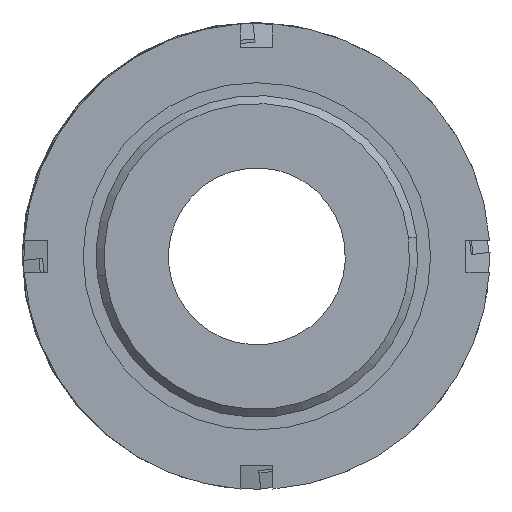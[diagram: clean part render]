
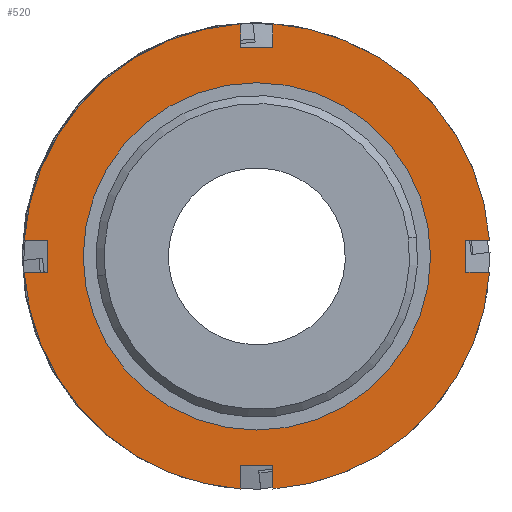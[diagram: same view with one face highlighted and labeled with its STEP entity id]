
A CAD part, front view. The second image highlights one B-rep face of the part: STEP entity #520.
In plain terms, the highlighted planar face has unit normal (0, -1, 0).
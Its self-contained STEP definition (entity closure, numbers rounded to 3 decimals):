
#1 = DIRECTION ( 'NONE',  ( 0., 0., -1. ) ) ;
#34 = VERTEX_POINT ( 'NONE', #2069 ) ;
#45 = EDGE_CURVE ( 'NONE', #103, #2873, #2510, .T. ) ;
#78 = CARTESIAN_POINT ( 'NONE',  ( 0., -47., -21.6 ) ) ;
#103 = VERTEX_POINT ( 'NONE', #2832 ) ;
#117 = VERTEX_POINT ( 'NONE', #125 ) ;
#118 = CARTESIAN_POINT ( 'NONE',  ( 26., -47., 2. ) ) ;
#120 = ORIENTED_EDGE ( 'NONE', *, *, #2379, .F. ) ;
#125 = CARTESIAN_POINT ( 'NONE',  ( 28.931, -47., -2. ) ) ;
#134 = VECTOR ( 'NONE', #772, 1000. ) ;
#146 = LINE ( 'NONE', #2676, #2729 ) ;
#181 = EDGE_CURVE ( 'NONE', #760, #1241, #1304, .T. ) ;
#210 = CIRCLE ( 'NONE', #1919, 29. ) ;
#217 = LINE ( 'NONE', #506, #1781 ) ;
#252 = LINE ( 'NONE', #1758, #134 ) ;
#297 = CARTESIAN_POINT ( 'NONE',  ( -26., -47., -2. ) ) ;
#321 = VERTEX_POINT ( 'NONE', #297 ) ;
#324 = DIRECTION ( 'NONE',  ( 0., 0., 1. ) ) ;
#370 = ORIENTED_EDGE ( 'NONE', *, *, #1989, .T. ) ;
#409 = VERTEX_POINT ( 'NONE', #2617 ) ;
#448 = ORIENTED_EDGE ( 'NONE', *, *, #2248, .F. ) ;
#455 = CARTESIAN_POINT ( 'NONE',  ( 26., -47., -2. ) ) ;
#479 = LINE ( 'NONE', #970, #2279 ) ;
#506 = CARTESIAN_POINT ( 'NONE',  ( 21.6, -47., 2. ) ) ;
#507 = EDGE_CURVE ( 'NONE', #2972, #3201, #2429, .T. ) ;
#520 = ADVANCED_FACE ( 'NONE', ( #749, #1771 ), #1078, .F. ) ;
#536 = CARTESIAN_POINT ( 'NONE',  ( -26., -47., 2. ) ) ;
#571 = CARTESIAN_POINT ( 'NONE',  ( 0., -47., 0. ) ) ;
#595 = CIRCLE ( 'NONE', #2406, 29. ) ;
#629 = EDGE_LOOP ( 'NONE', ( #120, #1038, #370, #1924, #3196, #3046, #709, #954, #448, #911, #1890, #1509, #2377, #2208, #1233, #3193 ) ) ;
#669 = DIRECTION ( 'NONE',  ( 0., 1., 0. ) ) ;
#709 = ORIENTED_EDGE ( 'NONE', *, *, #2313, .T. ) ;
#719 = VERTEX_POINT ( 'NONE', #536 ) ;
#724 = EDGE_CURVE ( 'NONE', #2931, #2598, #2112, .T. ) ;
#746 = CARTESIAN_POINT ( 'NONE',  ( 0., -47., -26. ) ) ;
#749 = FACE_BOUND ( 'NONE', #2203, .T. ) ;
#760 = VERTEX_POINT ( 'NONE', #78 ) ;
#770 = VERTEX_POINT ( 'NONE', #1827 ) ;
#772 = DIRECTION ( 'NONE',  ( 0., 0., 1. ) ) ;
#833 = DIRECTION ( 'NONE',  ( 0., 0., 1. ) ) ;
#857 = CARTESIAN_POINT ( 'NONE',  ( 28.931, -47., 2. ) ) ;
#859 = EDGE_CURVE ( 'NONE', #719, #321, #1918, .T. ) ;
#874 = EDGE_CURVE ( 'NONE', #2931, #1730, #595, .T. ) ;
#911 = ORIENTED_EDGE ( 'NONE', *, *, #874, .F. ) ;
#942 = LINE ( 'NONE', #2221, #1688 ) ;
#954 = ORIENTED_EDGE ( 'NONE', *, *, #507, .T. ) ;
#967 = ORIENTED_EDGE ( 'NONE', *, *, #181, .T. ) ;
#970 = CARTESIAN_POINT ( 'NONE',  ( 21.6, -47., -2. ) ) ;
#995 = VECTOR ( 'NONE', #3183, 1000. ) ;
#1021 = DIRECTION ( 'NONE',  ( 0., 0., 1. ) ) ;
#1038 = ORIENTED_EDGE ( 'NONE', *, *, #1812, .F. ) ;
#1049 = DIRECTION ( 'NONE',  ( 0., 1., 0. ) ) ;
#1068 = DIRECTION ( 'NONE',  ( 0., 1., 0. ) ) ;
#1078 = PLANE ( 'NONE',  #2749 ) ;
#1120 = CARTESIAN_POINT ( 'NONE',  ( 2., -47., -26. ) ) ;
#1214 = CARTESIAN_POINT ( 'NONE',  ( -26., -47., 0. ) ) ;
#1233 = ORIENTED_EDGE ( 'NONE', *, *, #1439, .T. ) ;
#1235 = DIRECTION ( 'NONE',  ( 0., 0., 1. ) ) ;
#1241 = VERTEX_POINT ( 'NONE', #1886 ) ;
#1285 = CARTESIAN_POINT ( 'NONE',  ( 2., -47., 0. ) ) ;
#1299 = ORIENTED_EDGE ( 'NONE', *, *, #2087, .T. ) ;
#1304 = CIRCLE ( 'NONE', #1379, 21.6 ) ;
#1309 = CIRCLE ( 'NONE', #1782, 21.6 ) ;
#1376 = DIRECTION ( 'NONE',  ( 0., 1., 0. ) ) ;
#1379 = AXIS2_PLACEMENT_3D ( 'NONE', #1966, #3203, #1235 ) ;
#1390 = CIRCLE ( 'NONE', #1914, 29. ) ;
#1406 = CARTESIAN_POINT ( 'NONE',  ( -2., -47., -26. ) ) ;
#1439 = EDGE_CURVE ( 'NONE', #770, #719, #217, .T. ) ;
#1440 = CARTESIAN_POINT ( 'NONE',  ( 0., -47., 0. ) ) ;
#1469 = VECTOR ( 'NONE', #2975, 1000. ) ;
#1488 = EDGE_CURVE ( 'NONE', #2196, #2873, #3123, .T. ) ;
#1509 = ORIENTED_EDGE ( 'NONE', *, *, #1856, .T. ) ;
#1528 = CARTESIAN_POINT ( 'NONE',  ( 0., -47., 0. ) ) ;
#1534 = DIRECTION ( 'NONE',  ( 1., 0., 0. ) ) ;
#1561 = AXIS2_PLACEMENT_3D ( 'NONE', #2746, #669, #1980 ) ;
#1648 = EDGE_CURVE ( 'NONE', #117, #103, #1390, .T. ) ;
#1680 = CARTESIAN_POINT ( 'NONE',  ( 21.6, -47., 2. ) ) ;
#1688 = VECTOR ( 'NONE', #1, 1000. ) ;
#1704 = VECTOR ( 'NONE', #1534, 1000. ) ;
#1730 = VERTEX_POINT ( 'NONE', #857 ) ;
#1758 = CARTESIAN_POINT ( 'NONE',  ( -2., -47., 0. ) ) ;
#1768 = DIRECTION ( 'NONE',  ( 1., 0., 0. ) ) ;
#1771 = FACE_OUTER_BOUND ( 'NONE', #629, .T. ) ;
#1781 = VECTOR ( 'NONE', #1768, 1000. ) ;
#1782 = AXIS2_PLACEMENT_3D ( 'NONE', #1871, #1376, #2869 ) ;
#1812 = EDGE_CURVE ( 'NONE', #409, #3116, #2563, .T. ) ;
#1827 = CARTESIAN_POINT ( 'NONE',  ( -28.931, -47., 2. ) ) ;
#1856 = EDGE_CURVE ( 'NONE', #2598, #2776, #146, .T. ) ;
#1871 = CARTESIAN_POINT ( 'NONE',  ( 0., -47., 0. ) ) ;
#1880 = VECTOR ( 'NONE', #3231, 1000. ) ;
#1886 = CARTESIAN_POINT ( 'NONE',  ( 0., -47., 21.6 ) ) ;
#1890 = ORIENTED_EDGE ( 'NONE', *, *, #724, .T. ) ;
#1914 = AXIS2_PLACEMENT_3D ( 'NONE', #571, #1068, #324 ) ;
#1918 = LINE ( 'NONE', #1214, #1880 ) ;
#1919 = AXIS2_PLACEMENT_3D ( 'NONE', #1528, #1049, #1021 ) ;
#1924 = ORIENTED_EDGE ( 'NONE', *, *, #1488, .T. ) ;
#1925 = LINE ( 'NONE', #2907, #1469 ) ;
#1957 = DIRECTION ( 'NONE',  ( 0., 0., 1. ) ) ;
#1965 = DIRECTION ( 'NONE',  ( -1., 0., 0. ) ) ;
#1966 = CARTESIAN_POINT ( 'NONE',  ( 0., -47., 0. ) ) ;
#1980 = DIRECTION ( 'NONE',  ( 0., 0., 1. ) ) ;
#1989 = EDGE_CURVE ( 'NONE', #409, #2196, #252, .T. ) ;
#2032 = CARTESIAN_POINT ( 'NONE',  ( 26., -47., 0. ) ) ;
#2040 = VECTOR ( 'NONE', #2818, 1000. ) ;
#2056 = DIRECTION ( 'NONE',  ( 0., 0., 1. ) ) ;
#2069 = CARTESIAN_POINT ( 'NONE',  ( -2., -47., 28.931 ) ) ;
#2087 = EDGE_CURVE ( 'NONE', #1241, #760, #1309, .T. ) ;
#2112 = LINE ( 'NONE', #1285, #2757 ) ;
#2181 = DIRECTION ( 'NONE',  ( 0., 1., 0. ) ) ;
#2196 = VERTEX_POINT ( 'NONE', #1406 ) ;
#2203 = EDGE_LOOP ( 'NONE', ( #1299, #967 ) ) ;
#2208 = ORIENTED_EDGE ( 'NONE', *, *, #2498, .F. ) ;
#2221 = CARTESIAN_POINT ( 'NONE',  ( -2., -47., 0. ) ) ;
#2248 = EDGE_CURVE ( 'NONE', #1730, #3201, #2720, .T. ) ;
#2279 = VECTOR ( 'NONE', #2466, 1000. ) ;
#2281 = DIRECTION ( 'NONE',  ( 0., 0., -1. ) ) ;
#2313 = EDGE_CURVE ( 'NONE', #117, #2972, #1925, .T. ) ;
#2330 = DIRECTION ( 'NONE',  ( 0., 1., 0. ) ) ;
#2354 = VECTOR ( 'NONE', #2056, 1000. ) ;
#2377 = ORIENTED_EDGE ( 'NONE', *, *, #3060, .F. ) ;
#2379 = EDGE_CURVE ( 'NONE', #3116, #321, #479, .T. ) ;
#2406 = AXIS2_PLACEMENT_3D ( 'NONE', #1440, #2181, #1957 ) ;
#2429 = LINE ( 'NONE', #2032, #2040 ) ;
#2466 = DIRECTION ( 'NONE',  ( 1., 0., 0. ) ) ;
#2498 = EDGE_CURVE ( 'NONE', #770, #34, #210, .T. ) ;
#2510 = LINE ( 'NONE', #3062, #2354 ) ;
#2563 = CIRCLE ( 'NONE', #1561, 29. ) ;
#2591 = CARTESIAN_POINT ( 'NONE',  ( 21.6, -47., 0. ) ) ;
#2598 = VERTEX_POINT ( 'NONE', #2859 ) ;
#2617 = CARTESIAN_POINT ( 'NONE',  ( -2., -47., -28.931 ) ) ;
#2676 = CARTESIAN_POINT ( 'NONE',  ( 0., -47., 26. ) ) ;
#2720 = LINE ( 'NONE', #1680, #995 ) ;
#2729 = VECTOR ( 'NONE', #1965, 1000. ) ;
#2746 = CARTESIAN_POINT ( 'NONE',  ( 0., -47., 0. ) ) ;
#2749 = AXIS2_PLACEMENT_3D ( 'NONE', #2591, #2330, #833 ) ;
#2757 = VECTOR ( 'NONE', #2281, 1000. ) ;
#2776 = VERTEX_POINT ( 'NONE', #2965 ) ;
#2794 = CARTESIAN_POINT ( 'NONE',  ( -28.931, -47., -2. ) ) ;
#2818 = DIRECTION ( 'NONE',  ( 0., 0., 1. ) ) ;
#2832 = CARTESIAN_POINT ( 'NONE',  ( 2., -47., -28.931 ) ) ;
#2859 = CARTESIAN_POINT ( 'NONE',  ( 2., -47., 26. ) ) ;
#2869 = DIRECTION ( 'NONE',  ( 0., 0., 1. ) ) ;
#2873 = VERTEX_POINT ( 'NONE', #1120 ) ;
#2907 = CARTESIAN_POINT ( 'NONE',  ( 21.6, -47., -2. ) ) ;
#2931 = VERTEX_POINT ( 'NONE', #3160 ) ;
#2965 = CARTESIAN_POINT ( 'NONE',  ( -2., -47., 26. ) ) ;
#2972 = VERTEX_POINT ( 'NONE', #455 ) ;
#2975 = DIRECTION ( 'NONE',  ( -1., 0., 0. ) ) ;
#3046 = ORIENTED_EDGE ( 'NONE', *, *, #1648, .F. ) ;
#3060 = EDGE_CURVE ( 'NONE', #34, #2776, #942, .T. ) ;
#3062 = CARTESIAN_POINT ( 'NONE',  ( 2., -47., 0. ) ) ;
#3116 = VERTEX_POINT ( 'NONE', #2794 ) ;
#3123 = LINE ( 'NONE', #746, #1704 ) ;
#3160 = CARTESIAN_POINT ( 'NONE',  ( 2., -47., 28.931 ) ) ;
#3183 = DIRECTION ( 'NONE',  ( -1., 0., 0. ) ) ;
#3193 = ORIENTED_EDGE ( 'NONE', *, *, #859, .T. ) ;
#3196 = ORIENTED_EDGE ( 'NONE', *, *, #45, .F. ) ;
#3201 = VERTEX_POINT ( 'NONE', #118 ) ;
#3203 = DIRECTION ( 'NONE',  ( 0., 1., 0. ) ) ;
#3231 = DIRECTION ( 'NONE',  ( 0., 0., -1. ) ) ;
